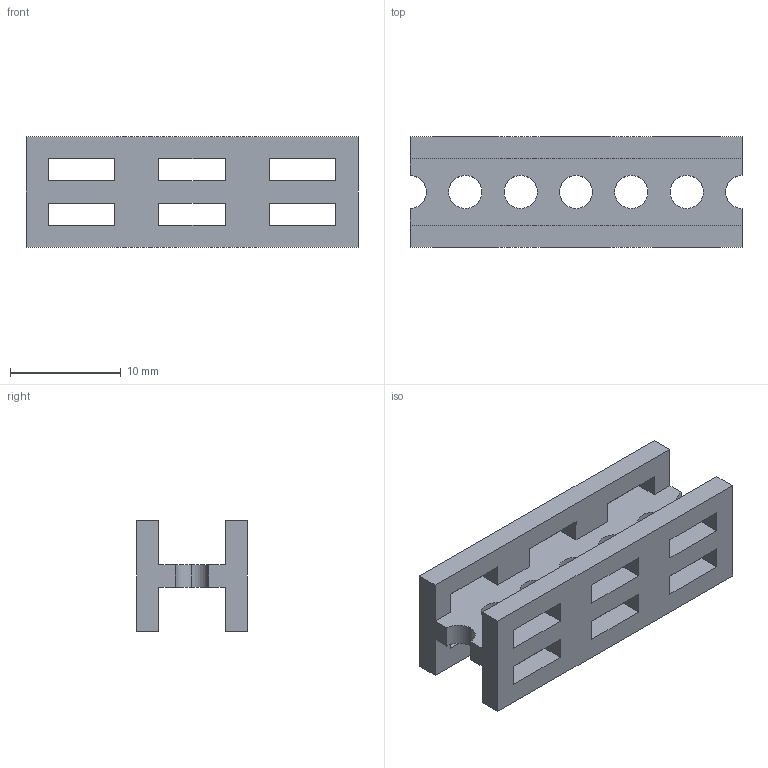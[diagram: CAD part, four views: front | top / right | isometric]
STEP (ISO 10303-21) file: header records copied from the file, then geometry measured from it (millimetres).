
FILE_DESCRIPTION (( 'STEP AP203' ), '1' );
FILE_NAME ('Beam 30.STEP', '2017-02-03T08:43:27', ( '' ), ( '' ), 'SwSTEP 2.0', 'SolidWorks 2015', '' );
FILE_SCHEMA (( 'CONFIG_CONTROL_DESIGN' ));
Length unit declared in the file: millimetre
Products named in the file (1): Beam 30
Bounding box: 30 x 10 x 10 mm (x, y, z)
Volume: 1187.2 mm3; surface area: 1896.3 mm2
Topology: 1 solids, 1 shells, 65 faces, 225 edges, 150 vertices
Faces by surface type: plane 52, cylinder 13
Entity records: 2550 total; most frequent: ORIENTED_EDGE 450, CARTESIAN_POINT 441, DIRECTION 383, EDGE_CURVE 225, LINE 199, VECTOR 199, VERTEX_POINT 150, AXIS2_PLACEMENT_3D 92
